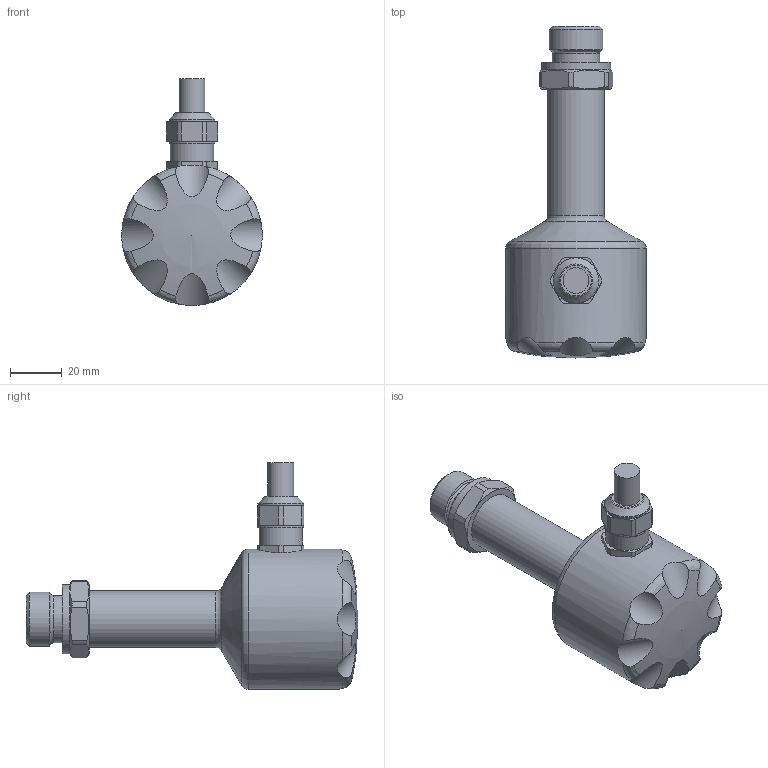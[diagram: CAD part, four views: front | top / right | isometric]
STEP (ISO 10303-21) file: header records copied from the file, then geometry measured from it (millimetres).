
FILE_DESCRIPTION( ( 'Unknown' ), '1' );
FILE_NAME( 'PBMN_xxxxxxxx5409xxx.stp', 'Unknown', ( 'Unknown' ), ( 'Unknown' ), 'PSStep 15.0.49', 'Unknown', ' ' );
FILE_SCHEMA( ( 'AUTOMOTIVE_DESIGN { 1 0 10303 214 1 1 1 1 }' ) );
Length unit declared in the file: millimetre
Products named in the file (1): 11079401
Bounding box: 54.5 x 128.9 x 88.05 mm (x, y, z)
Volume: 145084.4 mm3; surface area: 19431.5 mm2
Topology: 1 solids, 1 shells, 94 faces, 242 edges, 159 vertices
Faces by surface type: cylinder 40, plane 29, torus 15, cone 9, sphere 1
Full cylindrical faces by diameter (mm): 4.134 x1, 10 x1, 12 x1, 16.79 x1, 17.8 x2, 18.4 x1, 20.955 x1, 22 x1, 24 x1, 26.9 x1, 54.5 x1
Entity records: 4152 total; most frequent: CARTESIAN_POINT 1320, DIRECTION 422, ORIENTED_EDGE 402, EDGE_CURVE 201, AXIS2_PLACEMENT_3D 184, VERTEX_POINT 146, EDGE_LOOP 130, FACE_OUTER_BOUND 113
